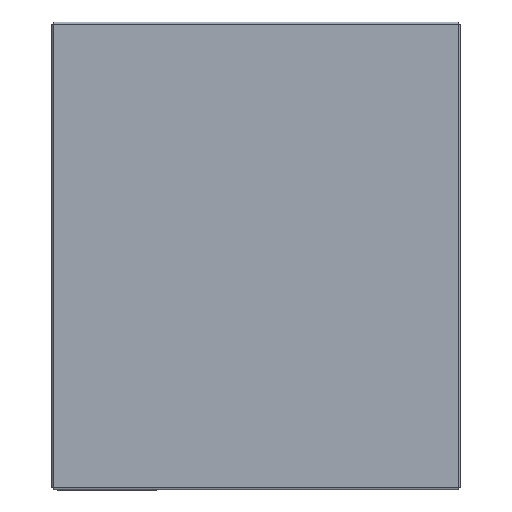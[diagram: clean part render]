
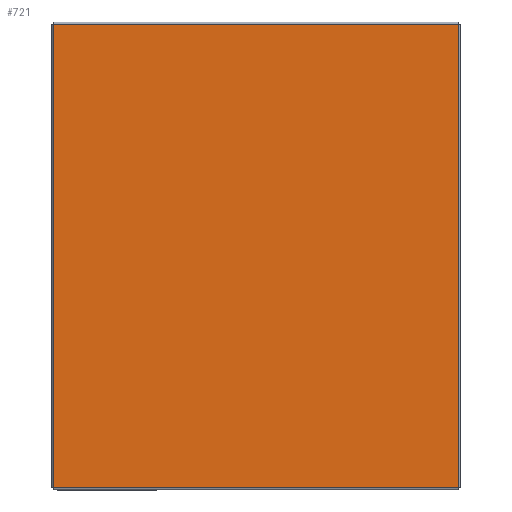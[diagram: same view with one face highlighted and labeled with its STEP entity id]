
A CAD part, top view. The second image highlights one B-rep face of the part: STEP entity #721.
In plain terms, the highlighted planar face has unit normal (0, 0, 1).
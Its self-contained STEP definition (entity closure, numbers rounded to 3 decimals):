
#279 = LINE ( 'NONE', #1871, #864 ) ;
#387 = CARTESIAN_POINT ( 'NONE',  ( 250.5, -287.5, 0. ) ) ;
#590 = CARTESIAN_POINT ( 'NONE',  ( 0., 0., 0. ) ) ;
#670 = ORIENTED_EDGE ( 'NONE', *, *, #4087, .T. ) ;
#721 = ADVANCED_FACE ( 'NONE', ( #1218 ), #2746, .T. ) ;
#780 = CARTESIAN_POINT ( 'NONE',  ( 250.5, -287.5, 0. ) ) ;
#835 = EDGE_LOOP ( 'NONE', ( #3423, #2826, #3496, #670 ) ) ;
#860 = VECTOR ( 'NONE', #4551, 1000. ) ;
#864 = VECTOR ( 'NONE', #1437, 1000. ) ;
#1218 = FACE_OUTER_BOUND ( 'NONE', #835, .T. ) ;
#1437 = DIRECTION ( 'NONE',  ( 0., -1., 0. ) ) ;
#1830 = DIRECTION ( 'NONE',  ( 1., 0., 0. ) ) ;
#1871 = CARTESIAN_POINT ( 'NONE',  ( -250.5, 287.5, 0. ) ) ;
#1904 = LINE ( 'NONE', #3443, #5112 ) ;
#1959 = VERTEX_POINT ( 'NONE', #780 ) ;
#2250 = AXIS2_PLACEMENT_3D ( 'NONE', #590, #3506, #1830 ) ;
#2369 = VERTEX_POINT ( 'NONE', #4503 ) ;
#2679 = LINE ( 'NONE', #2879, #860 ) ;
#2746 = PLANE ( 'NONE',  #2250 ) ;
#2826 = ORIENTED_EDGE ( 'NONE', *, *, #2974, .T. ) ;
#2879 = CARTESIAN_POINT ( 'NONE',  ( 253., -287.5, 0. ) ) ;
#2974 = EDGE_CURVE ( 'NONE', #1959, #4261, #3971, .T. ) ;
#3043 = DIRECTION ( 'NONE',  ( -1., 0., 0. ) ) ;
#3423 = ORIENTED_EDGE ( 'NONE', *, *, #4455, .T. ) ;
#3443 = CARTESIAN_POINT ( 'NONE',  ( 253., 287.5, 0. ) ) ;
#3496 = ORIENTED_EDGE ( 'NONE', *, *, #3597, .T. ) ;
#3506 = DIRECTION ( 'NONE',  ( 0., 0., 1. ) ) ;
#3597 = EDGE_CURVE ( 'NONE', #4261, #4513, #1904, .T. ) ;
#3647 = DIRECTION ( 'NONE',  ( 0., 1., 0. ) ) ;
#3971 = LINE ( 'NONE', #387, #4556 ) ;
#4087 = EDGE_CURVE ( 'NONE', #4513, #2369, #279, .T. ) ;
#4224 = CARTESIAN_POINT ( 'NONE',  ( -250.5, 287.5, 0. ) ) ;
#4261 = VERTEX_POINT ( 'NONE', #4456 ) ;
#4455 = EDGE_CURVE ( 'NONE', #2369, #1959, #2679, .T. ) ;
#4456 = CARTESIAN_POINT ( 'NONE',  ( 250.5, 287.5, 0. ) ) ;
#4503 = CARTESIAN_POINT ( 'NONE',  ( -250.5, -287.5, 0. ) ) ;
#4513 = VERTEX_POINT ( 'NONE', #4224 ) ;
#4551 = DIRECTION ( 'NONE',  ( 1., 0., 0. ) ) ;
#4556 = VECTOR ( 'NONE', #3647, 1000. ) ;
#5112 = VECTOR ( 'NONE', #3043, 1000. ) ;
